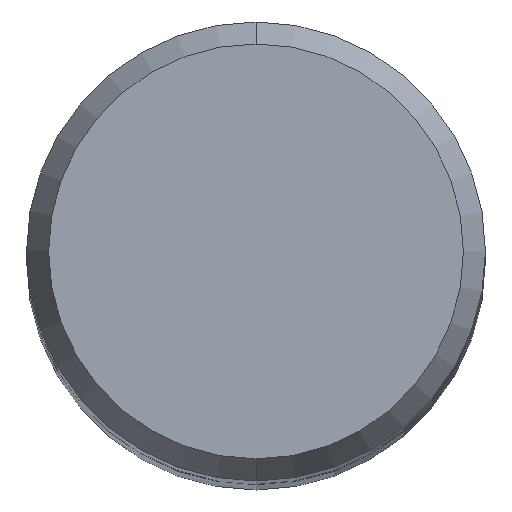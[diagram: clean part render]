
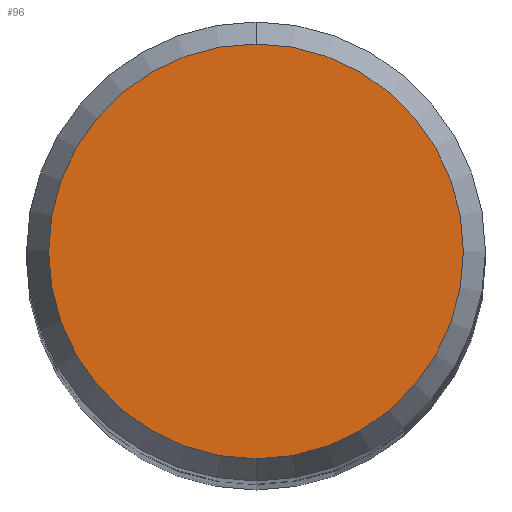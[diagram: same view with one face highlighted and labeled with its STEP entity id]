
A CAD part, top view. The second image highlights one B-rep face of the part: STEP entity #96.
In plain terms, the highlighted planar face has unit normal (0, 0, 1).
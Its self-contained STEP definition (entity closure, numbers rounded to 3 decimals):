
#92=EDGE_CURVE('',#146,#172,#215,.T.);
#96=ADVANCED_FACE('',(#219),#220,.T.);
#106=EDGE_CURVE('',#172,#146,#230,.T.);
#146=VERTEX_POINT('',#275);
#172=VERTEX_POINT('',#305);
#215=CIRCLE('',#349,4.304);
#219=FACE_OUTER_BOUND('',#354,.T.);
#220=PLANE('',#355);
#230=CIRCLE('',#371,4.304);
#275=CARTESIAN_POINT('',(0.0,4.304,0.01));
#305=CARTESIAN_POINT('',(0.,-4.304,0.01));
#349=AXIS2_PLACEMENT_3D('',#487,#488,#489);
#354=EDGE_LOOP('',(#494,#495));
#355=AXIS2_PLACEMENT_3D('',#496,#497,#498);
#371=AXIS2_PLACEMENT_3D('',#504,#505,#506);
#487=CARTESIAN_POINT('',(0.0,0.0,0.01));
#488=DIRECTION('',(0.0,0.0,-1.0));
#489=DIRECTION('',(0.0,1.0,0.0));
#494=ORIENTED_EDGE('',*,*,#92,.F.);
#495=ORIENTED_EDGE('',*,*,#106,.F.);
#496=CARTESIAN_POINT('',(0.0,2.152,0.01));
#497=DIRECTION('',(-0.0,0.0,1.0));
#498=DIRECTION('',(0.0,-1.0,0.0));
#504=CARTESIAN_POINT('',(0.0,0.0,0.01));
#505=DIRECTION('',(0.0,0.0,-1.0));
#506=DIRECTION('',(0.0,1.0,0.0));
